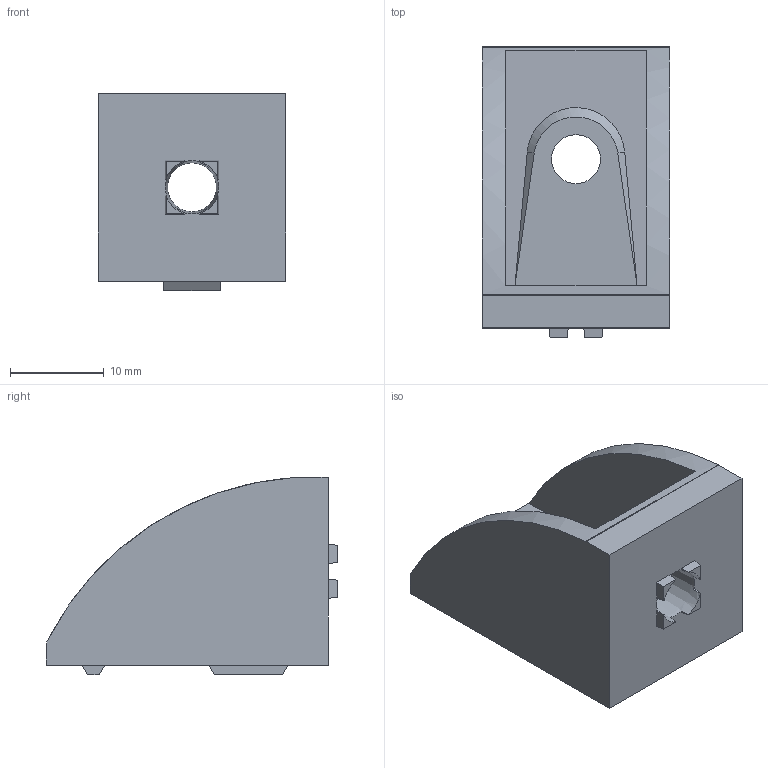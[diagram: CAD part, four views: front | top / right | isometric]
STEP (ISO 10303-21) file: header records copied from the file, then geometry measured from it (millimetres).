
FILE_DESCRIPTION( ( 'STEP AP203' ), ' ' );
FILE_NAME( 'HBLFSNF5_b.stp', '2018-04-13T22:32:52', ( '' ), ( '' ), ' ', 'PARTsolutions', ' ' );
FILE_SCHEMA( ( 'CONFIG_CONTROL_DESIGN' ) );
Length unit declared in the file: millimetre
Products named in the file (2): HBLFSNF5_b; _HBLFSNF5_b
Assembly tree (1 placements, depth 2):
  HBLFSNF5_b
    _HBLFSNF5_b
Bounding box: 20 x 31 x 21 mm (x, y, z)
Volume: 5042.8 mm3; surface area: 3507.4 mm2
Topology: 1 solids, 1 shells, 49 faces, 130 edges, 86 vertices
Faces by surface type: plane 43, cone 3, cylinder 3
Entity records: 1585 total; most frequent: CARTESIAN_POINT 263, DIRECTION 258, ORIENTED_EDGE 254, EDGE_CURVE 127, LINE 98, VECTOR 98, VERTEX_POINT 85, AXIS2_PLACEMENT_3D 80
